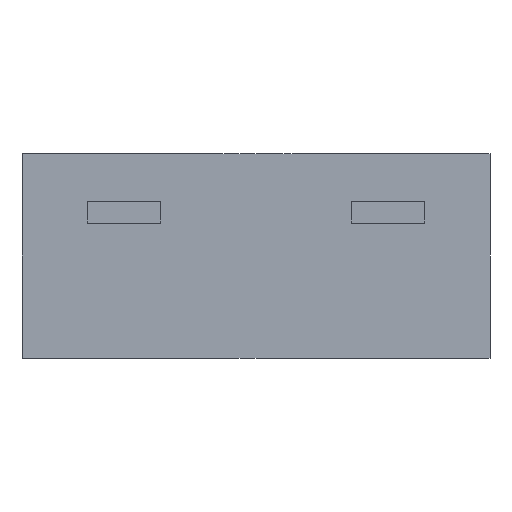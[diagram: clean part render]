
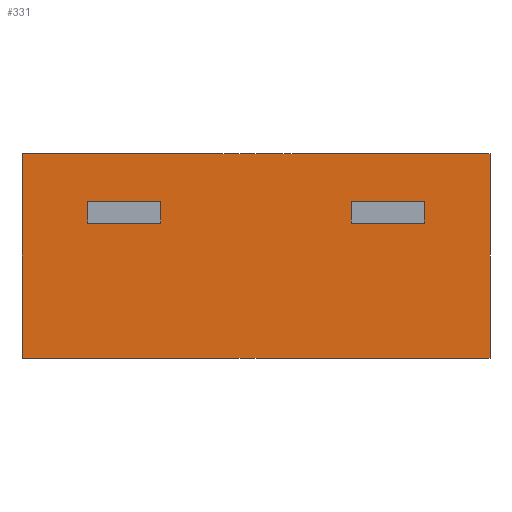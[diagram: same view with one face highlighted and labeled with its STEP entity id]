
A CAD part, front view. The second image highlights one B-rep face of the part: STEP entity #331.
In plain terms, the highlighted planar face has unit normal (0, -1, 0).
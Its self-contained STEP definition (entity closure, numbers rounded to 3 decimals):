
#34=VECTOR('',#35,1.);
#35=DIRECTION('',(-1.,0.,0.));
#46=DIRECTION('',(0.,-1.,0.));
#67=DIRECTION('',(1.,0.,0.));
#114=DIRECTION('',(0.,0.,-1.));
#127=VERTEX_POINT('',#128);
#128=CARTESIAN_POINT('',(1.6,-1.35,-1.));
#133=EDGE_CURVE('',#134,#127,#136,.T.);
#134=VERTEX_POINT('',#135);
#135=CARTESIAN_POINT('',(-1.6,-1.35,-1.));
#136=LINE('',#135,#137);
#137=VECTOR('',#67,1.);
#252=DIRECTION('',(0.,0.,1.));
#286=VECTOR('',#114,1.);
#313=VECTOR('',#252,1.);
#322=EDGE_CURVE('',#323,#134,#325,.T.);
#323=VERTEX_POINT('',#324);
#324=CARTESIAN_POINT('',(-1.6,-1.35,0.4));
#325=LINE('',#324,#286);
#331=ADVANCED_FACE('',(#332,#344,#370),#396,.T.);
#332=FACE_BOUND('',#333,.T.);
#333=EDGE_LOOP('',(#334,#335,#336,#341));
#334=ORIENTED_EDGE('',*,*,#322,.T.);
#335=ORIENTED_EDGE('',*,*,#133,.T.);
#336=ORIENTED_EDGE('',*,*,#337,.F.);
#337=EDGE_CURVE('',#338,#127,#340,.T.);
#338=VERTEX_POINT('',#339);
#339=CARTESIAN_POINT('',(1.6,-1.35,0.4));
#340=LINE('',#339,#286);
#341=ORIENTED_EDGE('',*,*,#342,.F.);
#342=EDGE_CURVE('',#323,#338,#343,.T.);
#343=LINE('',#324,#137);
#344=FACE_BOUND('',#345,.T.);
#345=EDGE_LOOP('',(#346,#354,#360,#366));
#346=ORIENTED_EDGE('',*,*,#347,.T.);
#347=EDGE_CURVE('',#348,#350,#352,.T.);
#348=VERTEX_POINT('',#349);
#349=CARTESIAN_POINT('',(1.15,-1.35,-0.075));
#350=VERTEX_POINT('',#351);
#351=CARTESIAN_POINT('',(0.65,-1.35,-0.075));
#352=LINE('',#353,#34);
#353=CARTESIAN_POINT('',(-0.225,-1.35,-0.075));
#354=ORIENTED_EDGE('',*,*,#355,.T.);
#355=EDGE_CURVE('',#350,#356,#358,.T.);
#356=VERTEX_POINT('',#357);
#357=CARTESIAN_POINT('',(0.65,-1.35,0.075));
#358=LINE('',#359,#313);
#359=CARTESIAN_POINT('',(0.65,-1.35,0.238));
#360=ORIENTED_EDGE('',*,*,#361,.F.);
#361=EDGE_CURVE('',#362,#356,#364,.T.);
#362=VERTEX_POINT('',#363);
#363=CARTESIAN_POINT('',(1.15,-1.35,0.075));
#364=LINE('',#365,#34);
#365=CARTESIAN_POINT('',(-0.225,-1.35,0.075));
#366=ORIENTED_EDGE('',*,*,#367,.T.);
#367=EDGE_CURVE('',#362,#348,#368,.T.);
#368=LINE('',#369,#286);
#369=CARTESIAN_POINT('',(1.15,-1.35,0.238));
#370=FACE_BOUND('',#371,.T.);
#371=EDGE_LOOP('',(#372,#380,#386,#392));
#372=ORIENTED_EDGE('',*,*,#373,.T.);
#373=EDGE_CURVE('',#374,#376,#378,.T.);
#374=VERTEX_POINT('',#375);
#375=CARTESIAN_POINT('',(-0.65,-1.35,-0.075));
#376=VERTEX_POINT('',#377);
#377=CARTESIAN_POINT('',(-1.15,-1.35,-0.075));
#378=LINE('',#379,#34);
#379=CARTESIAN_POINT('',(-1.125,-1.35,-0.075));
#380=ORIENTED_EDGE('',*,*,#381,.T.);
#381=EDGE_CURVE('',#376,#382,#384,.T.);
#382=VERTEX_POINT('',#383);
#383=CARTESIAN_POINT('',(-1.15,-1.35,0.075));
#384=LINE('',#385,#313);
#385=CARTESIAN_POINT('',(-1.15,-1.35,0.238));
#386=ORIENTED_EDGE('',*,*,#387,.F.);
#387=EDGE_CURVE('',#388,#382,#390,.T.);
#388=VERTEX_POINT('',#389);
#389=CARTESIAN_POINT('',(-0.65,-1.35,0.075));
#390=LINE('',#391,#34);
#391=CARTESIAN_POINT('',(-1.125,-1.35,0.075));
#392=ORIENTED_EDGE('',*,*,#393,.T.);
#393=EDGE_CURVE('',#388,#374,#394,.T.);
#394=LINE('',#395,#286);
#395=CARTESIAN_POINT('',(-0.65,-1.35,0.238));
#396=PLANE('',#397);
#397=AXIS2_PLACEMENT_3D('',#324,#46,#67);
